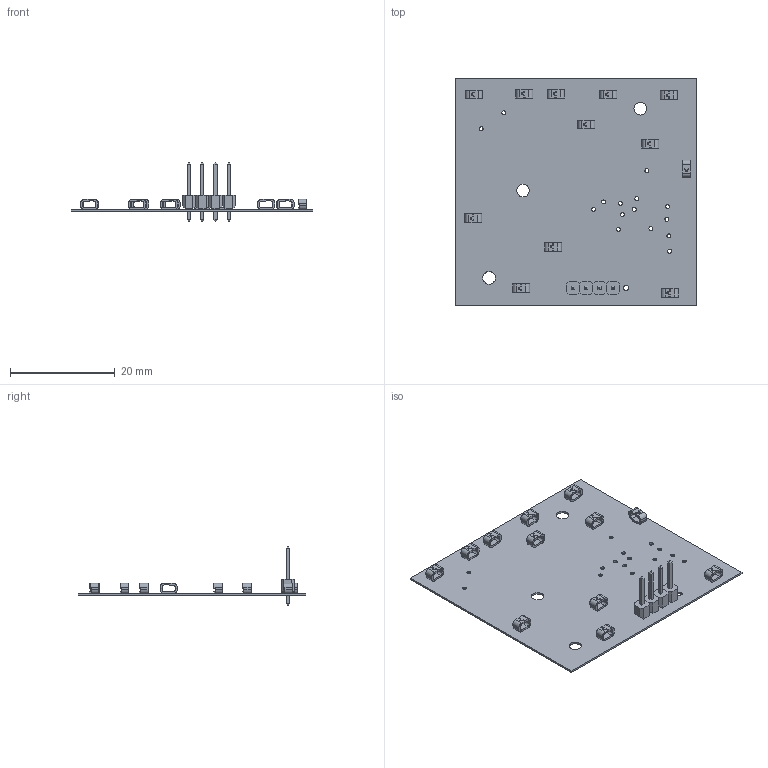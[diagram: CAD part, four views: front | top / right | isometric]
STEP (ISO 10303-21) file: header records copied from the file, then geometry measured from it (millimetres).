
FILE_DESCRIPTION(('Open CASCADE Model'),'2;1');
FILE_NAME('Open CASCADE Shape Model','2018-05-12T18:08:39',('Author'),( 'Open CASCADE'),'Open CASCADE STEP processor 6.8','Open CASCADE 6.8' ,'Unknown');
FILE_SCHEMA(('AUTOMOTIVE_DESIGN { 1 0 10303 214 1 1 1 1 }'));
Length unit declared in the file: millimetre
Products named in the file (1): PCB
Bounding box: 46.1 x 43.43 x 11.43 mm (x, y, z)
Volume: 739.6 mm3; surface area: 4701.7 mm2
Topology: 13 solids, 146 shells, 813 faces, 2573 edges, 1918 vertices
Faces by surface type: plane 478, cylinder 335
Full cylindrical faces by diameter (mm): 0.762 x15, 1.016 x5, 2.4 x3
Entity records: 29849 total; most frequent: CARTESIAN_POINT 5305, DIRECTION 4871, ORIENTED_EDGE 4530, EDGE_CURVE 2573, VERTEX_POINT 1918, LINE 1903, VECTOR 1903, AXIS2_PLACEMENT_3D 1484
